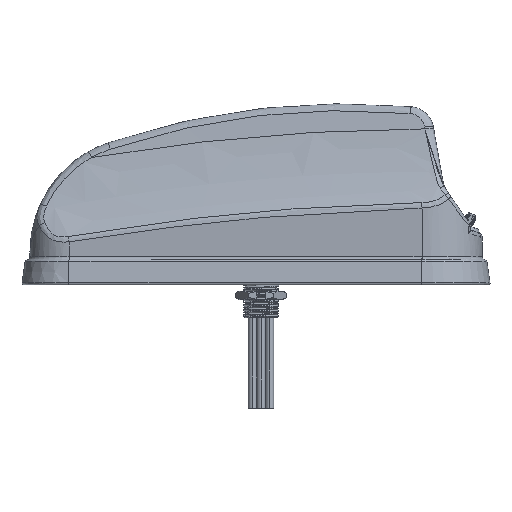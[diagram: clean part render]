
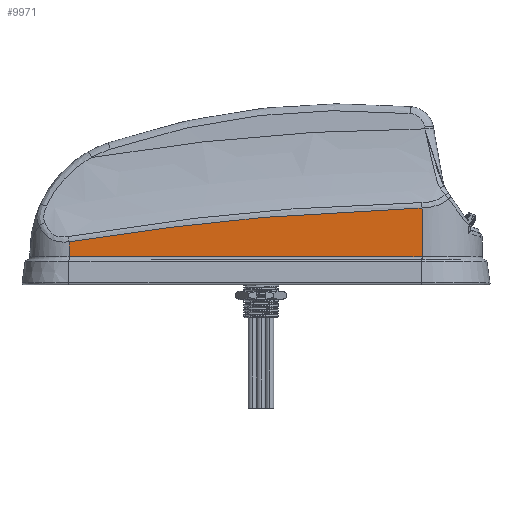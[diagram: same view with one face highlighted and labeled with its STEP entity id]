
A CAD part, top view. The second image highlights one B-rep face of the part: STEP entity #9971.
In plain terms, the highlighted planar face has unit normal (-0.046, 0, 0.999).
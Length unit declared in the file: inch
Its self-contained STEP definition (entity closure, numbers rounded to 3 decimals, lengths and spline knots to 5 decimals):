
#30 = DIRECTION ( 'NONE',  ( -0.047, 0., 0.999 ) ) ;
#299 = CARTESIAN_POINT ( 'NONE',  ( 2.87217, 1.78146, 1.31612 ) ) ;
#544 = CARTESIAN_POINT ( 'NONE',  ( -0.99865, 1.47384, 1.13588 ) ) ;
#791 = CARTESIAN_POINT ( 'NONE',  ( -3.17984, 1.19399, 1.03432 ) ) ;
#1037 = CARTESIAN_POINT ( 'NONE',  ( 0.2542, 1.60021, 1.19422 ) ) ;
#1275 = CARTESIAN_POINT ( 'NONE',  ( 1.61821, 1.70757, 1.25773 ) ) ;
#3350 = CARTESIAN_POINT ( 'NONE',  ( 4.16819, 1.44661, 1.37646 ) ) ;
#3604 = CARTESIAN_POINT ( 'NONE',  ( 4.16819, 1.83527, 1.37646 ) ) ;
#3751 = PLANE ( 'NONE',  #31963 ) ;
#4258 = CARTESIAN_POINT ( 'NONE',  ( 1.79382, 1.71926, 1.26591 ) ) ;
#4500 = CARTESIAN_POINT ( 'NONE',  ( 3.70291, 1.81881, 1.3548 ) ) ;
#4740 = CARTESIAN_POINT ( 'NONE',  ( 1.27068, 1.68308, 1.24155 ) ) ;
#5227 = CARTESIAN_POINT ( 'NONE',  ( 3.37853, 1.80508, 1.33969 ) ) ;
#5724 = CARTESIAN_POINT ( 'NONE',  ( 4.16819, 0.66929, 1.37646 ) ) ;
#7573 = ORIENTED_EDGE ( 'NONE', *, *, #21374, .T. ) ;
#7960 = CARTESIAN_POINT ( 'NONE',  ( -1.96342, 1.35875, 1.09096 ) ) ;
#8213 = CARTESIAN_POINT ( 'NONE',  ( -3.91262, 1.08576, 1.0002 ) ) ;
#8376 = VERTEX_POINT ( 'NONE', #36482 ) ;
#8698 = CARTESIAN_POINT ( 'NONE',  ( 3.13571, 1.79403, 1.32839 ) ) ;
#8943 = CARTESIAN_POINT ( 'NONE',  ( -1.81078, 1.37799, 1.09807 ) ) ;
#9488 = CARTESIAN_POINT ( 'NONE',  ( -4.27806, 0.78877, 0.98319 ) ) ;
#9971 = ADVANCED_FACE ( 'NONE', ( #29923 ), #3751, .T. ) ;
#11593 = EDGE_LOOP ( 'NONE', ( #27568, #7573, #23757, #35645 ) ) ;
#11667 = CARTESIAN_POINT ( 'NONE',  ( 1.98238, 1.73109, 1.27469 ) ) ;
#11911 = CARTESIAN_POINT ( 'NONE',  ( 0.7587, 1.64358, 1.21771 ) ) ;
#12160 = CARTESIAN_POINT ( 'NONE',  ( 0.50527, 1.6226, 1.20591 ) ) ;
#12221 = B_SPLINE_CURVE_WITH_KNOTS ( 'NONE', 3,
 ( #15483, #9488, #39137, #46776 ),
 .UNSPECIFIED., .F., .F.,
 ( 4, 4 ),
 ( 0., 1. ),
 .UNSPECIFIED. ) ;
#12399 = CARTESIAN_POINT ( 'NONE',  ( -3.54843, 1.1409, 1.01716 ) ) ;
#12642 = CARTESIAN_POINT ( 'NONE',  ( 4.16819, 1.83527, 1.37646 ) ) ;
#14069 = VERTEX_POINT ( 'NONE', #15353 ) ;
#15346 = LINE ( 'NONE', #19308, #41114 ) ;
#15353 = CARTESIAN_POINT ( 'NONE',  ( -4.27806, 1.02773, 0.98319 ) ) ;
#15364 = CARTESIAN_POINT ( 'NONE',  ( 3.09527, 1.79212, 1.3265 ) ) ;
#15483 = CARTESIAN_POINT ( 'NONE',  ( -4.27806, 0.66929, 0.98319 ) ) ;
#15608 = CARTESIAN_POINT ( 'NONE',  ( -1.25197, 1.44525, 1.12409 ) ) ;
#15851 = CARTESIAN_POINT ( 'NONE',  ( -2.87129, 1.23784, 1.04869 ) ) ;
#16097 = CARTESIAN_POINT ( 'NONE',  ( -0.2444, 1.55339, 1.171 ) ) ;
#16337 = CARTESIAN_POINT ( 'NONE',  ( 1.9936, 1.73179, 1.27521 ) ) ;
#18411 = CARTESIAN_POINT ( 'NONE',  ( 4.16819, 1.05795, 1.37646 ) ) ;
#18816 = CARTESIAN_POINT ( 'NONE',  ( -4.27806, 0., 0.98319 ) ) ;
#19308 = CARTESIAN_POINT ( 'NONE',  ( 4.16819, 0.66929, 1.37646 ) ) ;
#19328 = CARTESIAN_POINT ( 'NONE',  ( 3.07795, 1.7913, 1.3257 ) ) ;
#19565 = CARTESIAN_POINT ( 'NONE',  ( -1.50779, 1.41529, 1.11218 ) ) ;
#19812 = CARTESIAN_POINT ( 'NONE',  ( 2.01593, 1.73318, 1.27625 ) ) ;
#21374 = EDGE_CURVE ( 'NONE', #37523, #14069, #44177, .T. ) ;
#22599 = CARTESIAN_POINT ( 'NONE',  ( 4.16819, 1.83527, 1.37646 ) ) ;
#23278 = CARTESIAN_POINT ( 'NONE',  ( -4.27806, 1.02773, 0.98319 ) ) ;
#23523 = CARTESIAN_POINT ( 'NONE',  ( -0.91429, 1.48319, 1.13981 ) ) ;
#23757 = ORIENTED_EDGE ( 'NONE', *, *, #41976, .F. ) ;
#23770 = CARTESIAN_POINT ( 'NONE',  ( 3.2166, 1.79778, 1.33215 ) ) ;
#24013 = CARTESIAN_POINT ( 'NONE',  ( 2.28458, 1.74945, 1.28876 ) ) ;
#26474 = DIRECTION ( 'NONE',  ( 0., 1., 0. ) ) ;
#26737 = CARTESIAN_POINT ( 'NONE',  ( 3.98184, 1.82908, 1.36778 ) ) ;
#26985 = CARTESIAN_POINT ( 'NONE',  ( -3.02819, 1.21568, 1.04138 ) ) ;
#27227 = CARTESIAN_POINT ( 'NONE',  ( -0.49421, 1.52838, 1.15937 ) ) ;
#27568 = ORIENTED_EDGE ( 'NONE', *, *, #44676, .F. ) ;
#27706 = CARTESIAN_POINT ( 'NONE',  ( 0.00412, 1.57718, 1.18257 ) ) ;
#29923 = FACE_OUTER_BOUND ( 'NONE', #11593, .T. ) ;
#30430 = CARTESIAN_POINT ( 'NONE',  ( -2.02908, 1.35038, 1.0879 ) ) ;
#30671 = CARTESIAN_POINT ( 'NONE',  ( -2.29301, 1.31639, 1.07561 ) ) ;
#30924 = CARTESIAN_POINT ( 'NONE',  ( -3.17425, 1.19479, 1.03458 ) ) ;
#31165 = CARTESIAN_POINT ( 'NONE',  ( -1.04096, 1.4691, 1.13391 ) ) ;
#31958 = CARTESIAN_POINT ( 'NONE',  ( -4.27806, 0.66929, 0.98319 ) ) ;
#31963 = AXIS2_PLACEMENT_3D ( 'NONE', #18816, #30, #26474 ) ;
#34370 = DIRECTION ( 'NONE',  ( -0.999, 0., -0.047 ) ) ;
#34389 = CARTESIAN_POINT ( 'NONE',  ( 1.0987, 1.67028, 1.23354 ) ) ;
#34629 = CARTESIAN_POINT ( 'NONE',  ( 0.08735, 1.58497, 1.18645 ) ) ;
#34876 = CARTESIAN_POINT ( 'NONE',  ( 3.0664, 1.79075, 1.32516 ) ) ;
#35119 = EDGE_CURVE ( 'NONE', #8376, #36799, #15346, .T. ) ;
#35645 = ORIENTED_EDGE ( 'NONE', *, *, #35119, .F. ) ;
#36482 = CARTESIAN_POINT ( 'NONE',  ( 4.16819, 0.66929, 1.37646 ) ) ;
#36799 = VERTEX_POINT ( 'NONE', #31958 ) ;
#37523 = VERTEX_POINT ( 'NONE', #3604 ) ;
#38105 = CARTESIAN_POINT ( 'NONE',  ( 3.06056, 1.79047, 1.32489 ) ) ;
#38833 = CARTESIAN_POINT ( 'NONE',  ( -2.07291, 1.34477, 1.08586 ) ) ;
#39080 = CARTESIAN_POINT ( 'NONE',  ( -3.16301, 1.19641, 1.03511 ) ) ;
#39137 = CARTESIAN_POINT ( 'NONE',  ( -4.27806, 0.90825, 0.98319 ) ) ;
#41114 = VECTOR ( 'NONE', #34370, 39.37008 ) ;
#41799 = CARTESIAN_POINT ( 'NONE',  ( 2.04944, 1.73526, 1.27781 ) ) ;
#41976 = EDGE_CURVE ( 'NONE', #36799, #14069, #12221, .T. ) ;
#42049 = CARTESIAN_POINT ( 'NONE',  ( -3.10679, 1.20447, 1.03772 ) ) ;
#42783 = CARTESIAN_POINT ( 'NONE',  ( -0.78793, 1.49707, 1.14569 ) ) ;
#44177 = B_SPLINE_CURVE_WITH_KNOTS ( 'NONE', 3,
 ( #12642, #26737, #4500, #5227, #23770, #8698, #15364, #19328, #34876, #38105, #299, #45746, #24013, #46466, #41799, #19812, #16337, #11667, #4258, #1275, #4740, #34389, #11911, #12160, #1037, #34629, #27706, #16097, #27227, #42783, #23523, #544, #31165, #15608, #19565, #8943, #7960, #30430, #38833, #45503, #30671, #46230, #15851, #26985, #42049, #45990, #39080, #30924, #791, #12399, #8213, #23278 ),
 .UNSPECIFIED., .F., .F.,
 ( 4, 1, 1, 1, 1, 1, 2, 2, 1, 1, 1, 1, 2, 2, 2, 2, 1, 2, 2, 1, 1, 2, 2, 1, 1, 1, 2, 2, 1, 1, 1, 1, 1, 2, 2, 4 ),
 ( 0., 0.0625, 0.09375, 0.10937, 0.11719, 0.12109, 0.12305, 0.125, 0.1875, 0.21875, 0.23437, 0.24219, 0.24609, 0.25, 0.3125, 0.375, 0.4375, 0.46875, 0.5, 0.5625, 0.59375, 0.60937, 0.625, 0.6875, 0.71875, 0.73437, 0.74219, 0.75, 0.8125, 0.84375, 0.85937, 0.86719, 0.87109, 0.87305, 0.875, 1. ),
 .UNSPECIFIED. ) ;
#44676 = EDGE_CURVE ( 'NONE', #37523, #8376, #46857, .T. ) ;
#45503 = CARTESIAN_POINT ( 'NONE',  ( -2.09479, 1.34196, 1.08484 ) ) ;
#45746 = CARTESIAN_POINT ( 'NONE',  ( 2.59971, 1.76744, 1.30343 ) ) ;
#45990 = CARTESIAN_POINT ( 'NONE',  ( -3.14614, 1.19883, 1.03589 ) ) ;
#46230 = CARTESIAN_POINT ( 'NONE',  ( -2.55874, 1.28111, 1.06324 ) ) ;
#46466 = CARTESIAN_POINT ( 'NONE',  ( 2.12771, 1.74006, 1.28145 ) ) ;
#46776 = CARTESIAN_POINT ( 'NONE',  ( -4.27806, 1.02773, 0.98319 ) ) ;
#46857 = B_SPLINE_CURVE_WITH_KNOTS ( 'NONE', 3,
 ( #22599, #3350, #18411, #5724 ),
 .UNSPECIFIED., .F., .F.,
 ( 4, 4 ),
 ( 0., 1. ),
 .UNSPECIFIED. ) ;
